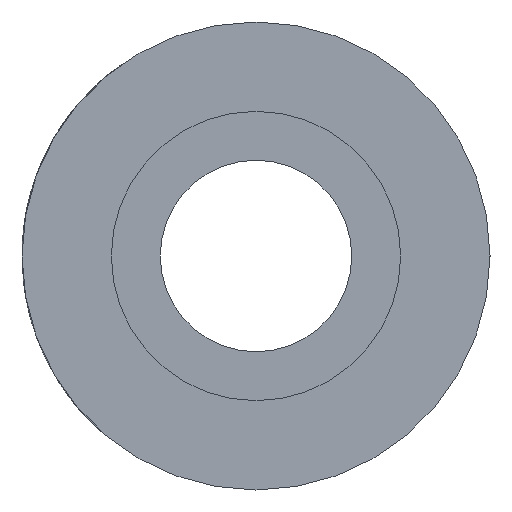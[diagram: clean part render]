
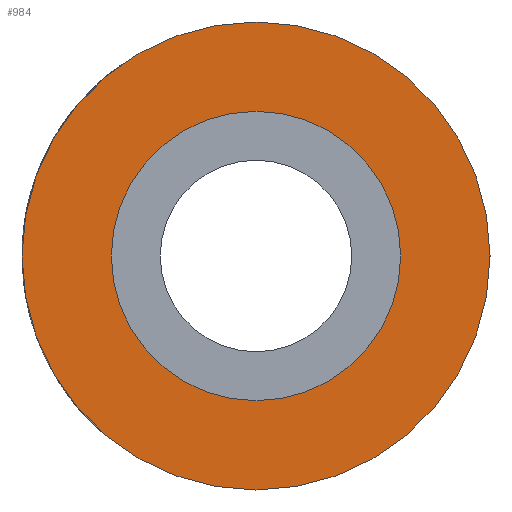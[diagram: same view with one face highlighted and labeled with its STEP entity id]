
A CAD part, left-side view. The second image highlights one B-rep face of the part: STEP entity #984.
In plain terms, the highlighted planar face has unit normal (-1, 0, 0).
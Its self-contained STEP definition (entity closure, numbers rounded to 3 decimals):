
#130 = CIRCLE ( 'NONE', #6121, 11. ) ;
#150 = DIRECTION ( 'NONE',  ( 0., 0., 1. ) ) ;
#313 = DIRECTION ( 'NONE',  ( 0., 0., -1. ) ) ;
#395 = CARTESIAN_POINT ( 'NONE',  ( 0., 0., 6.8 ) ) ;
#633 = ORIENTED_EDGE ( 'NONE', *, *, #2278, .F. ) ;
#984 = ADVANCED_FACE ( 'NONE', ( #1019, #6004 ), #4116, .F. ) ;
#1007 = VERTEX_POINT ( 'NONE', #395 ) ;
#1019 = FACE_BOUND ( 'NONE', #6482, .T. ) ;
#1316 = DIRECTION ( 'NONE',  ( -1., 0., 0. ) ) ;
#1453 = EDGE_CURVE ( 'NONE', #3720, #1007, #2525, .T. ) ;
#1650 = CARTESIAN_POINT ( 'NONE',  ( 0., 0., 11. ) ) ;
#2146 = DIRECTION ( 'NONE',  ( -1., 0., 0. ) ) ;
#2278 = EDGE_CURVE ( 'NONE', #1007, #3720, #6923, .T. ) ;
#2353 = ORIENTED_EDGE ( 'NONE', *, *, #7844, .T. ) ;
#2525 = CIRCLE ( 'NONE', #4906, 6.8 ) ;
#2573 = CARTESIAN_POINT ( 'NONE',  ( 0., 0., 0. ) ) ;
#3324 = AXIS2_PLACEMENT_3D ( 'NONE', #2573, #1316, #5118 ) ;
#3357 = CARTESIAN_POINT ( 'NONE',  ( 0., 0., 0. ) ) ;
#3473 = AXIS2_PLACEMENT_3D ( 'NONE', #5782, #3945, #5870 ) ;
#3720 = VERTEX_POINT ( 'NONE', #4611 ) ;
#3841 = ORIENTED_EDGE ( 'NONE', *, *, #5740, .T. ) ;
#3945 = DIRECTION ( 'NONE',  ( -1., 0., 0. ) ) ;
#4029 = CARTESIAN_POINT ( 'NONE',  ( 0., 0., 0. ) ) ;
#4116 = PLANE ( 'NONE',  #4653 ) ;
#4611 = CARTESIAN_POINT ( 'NONE',  ( 0., 0., -6.8 ) ) ;
#4653 = AXIS2_PLACEMENT_3D ( 'NONE', #4787, #7341, #313 ) ;
#4687 = DIRECTION ( 'NONE',  ( 0., 0., 1. ) ) ;
#4787 = CARTESIAN_POINT ( 'NONE',  ( 0., 0., 0. ) ) ;
#4906 = AXIS2_PLACEMENT_3D ( 'NONE', #3357, #2146, #4687 ) ;
#4976 = VERTEX_POINT ( 'NONE', #1650 ) ;
#5066 = VERTEX_POINT ( 'NONE', #5360 ) ;
#5118 = DIRECTION ( 'NONE',  ( 0., 0., 1. ) ) ;
#5360 = CARTESIAN_POINT ( 'NONE',  ( 0., 0., -11. ) ) ;
#5740 = EDGE_CURVE ( 'NONE', #5066, #4976, #130, .T. ) ;
#5782 = CARTESIAN_POINT ( 'NONE',  ( 0., 0., 0. ) ) ;
#5870 = DIRECTION ( 'NONE',  ( 0., 0., 1. ) ) ;
#5876 = DIRECTION ( 'NONE',  ( -1., 0., 0. ) ) ;
#6004 = FACE_OUTER_BOUND ( 'NONE', #8207, .T. ) ;
#6006 = CIRCLE ( 'NONE', #3473, 11. ) ;
#6121 = AXIS2_PLACEMENT_3D ( 'NONE', #4029, #5876, #150 ) ;
#6482 = EDGE_LOOP ( 'NONE', ( #633, #7429 ) ) ;
#6923 = CIRCLE ( 'NONE', #3324, 6.8 ) ;
#7341 = DIRECTION ( 'NONE',  ( 1., 0., 0. ) ) ;
#7429 = ORIENTED_EDGE ( 'NONE', *, *, #1453, .F. ) ;
#7844 = EDGE_CURVE ( 'NONE', #4976, #5066, #6006, .T. ) ;
#8207 = EDGE_LOOP ( 'NONE', ( #2353, #3841 ) ) ;
